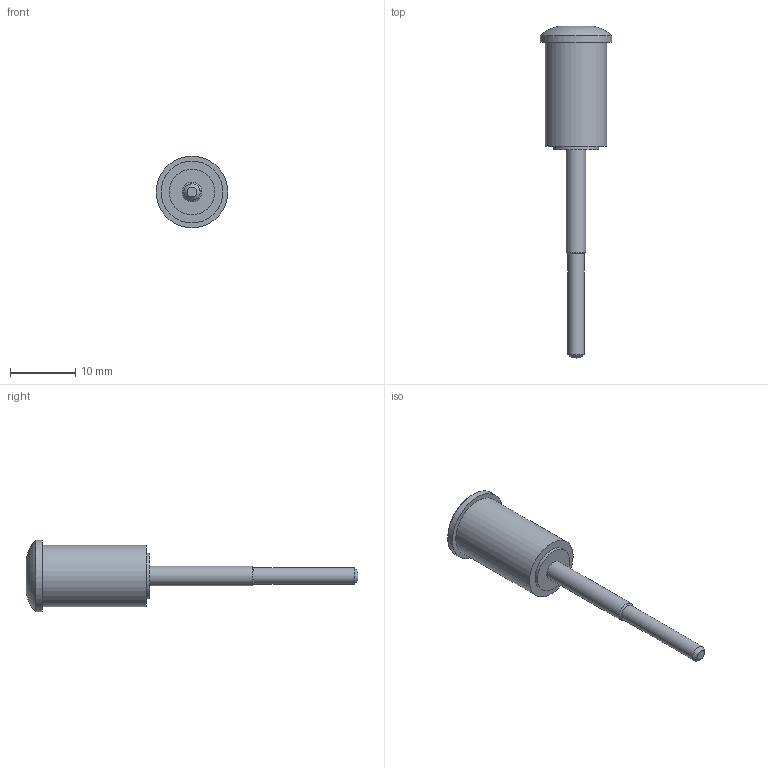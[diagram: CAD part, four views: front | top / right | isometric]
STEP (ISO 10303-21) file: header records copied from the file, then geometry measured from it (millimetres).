
FILE_DESCRIPTION (( 'STEP AP203' ), '1' );
FILE_NAME ('MKP73-N-N-66 Êîìïëåêò îïëîìáèðîâêè äëÿ ïëàñòèêîâûõ êîðïóñîâ ÊÌÏí IP66.STEP', '2016-10-18T09:17:12', ( '' ), ( '' ), 'SwSTEP 2.0', 'SolidWorks 2014', '' );
FILE_SCHEMA (( 'CONFIG_CONTROL_DESIGN' ));
Length unit declared in the file: millimetre
Products named in the file (2): MKP73-N-N-66 Êîìïëåêò îïëîìáèðîâêè äëÿ ïëàñòèêîâûõ êîðïóñîâ ÊÌÏí IP66
Bounding box: 11 x 51 x 11 mm (x, y, z)
Volume: 1149.8 mm3; surface area: 1534.5 mm2
Topology: 2 solids, 2 shells, 37 faces, 76 edges, 47 vertices
Faces by surface type: plane 24, cylinder 10, cone 2, torus 1
Full cylindrical faces by diameter (mm): 0.707 x1, 2 x1, 2.5 x1, 3 x1, 3.2 x1, 6 x1, 6.2 x1, 7 x1, 9.5 x1, 11 x1
Entity records: 1099 total; most frequent: CARTESIAN_POINT 209, DIRECTION 162, ORIENTED_EDGE 120, AXIS2_PLACEMENT_3D 65, EDGE_CURVE 60, EDGE_LOOP 58, FACE_OUTER_BOUND 48, VERTEX_POINT 44
